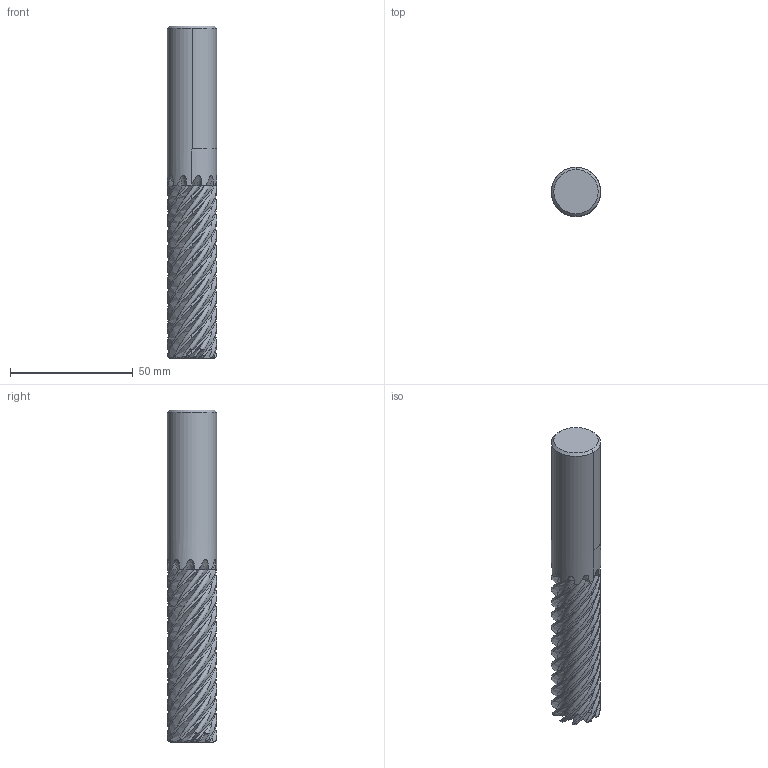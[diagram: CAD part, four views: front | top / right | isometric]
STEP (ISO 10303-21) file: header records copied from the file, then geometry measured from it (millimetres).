
FILE_DESCRIPTION(('no description'),'unknown implementation level');
FILE_NAME('K202307-20_1-Detail.stp',' ',('CIMSOURCE GmbH'),('CADClick - KiM GmbH - www.kimweb.de'),'unknown preprocess','ACIS','unknown authorization');
FILE_SCHEMA(('automotive_design'));
Length unit declared in the file: millimetre
Products named in the file (2): NOCUT; CUT
Bounding box: 20 x 20 x 135 mm (x, y, z)
Volume: 35155.5 mm3; surface area: 16825.8 mm2
Topology: 2 solids, 2 shells, 282 faces, 830 edges, 552 vertices
Faces by surface type: plane 104, bspline 80, revolution 40, cone 36, cylinder 12, torus 10
Entity records: 69597 total; most frequent: CARTESIAN_POINT 53762, STYLED_ITEM 1666, PRESENTATION_STYLE_ASSIGNMENT 1666, COLOUR_RGB 1666, ORIENTED_EDGE 1660, DIRECTION 1002, EDGE_CURVE 830, CURVE_STYLE 830
